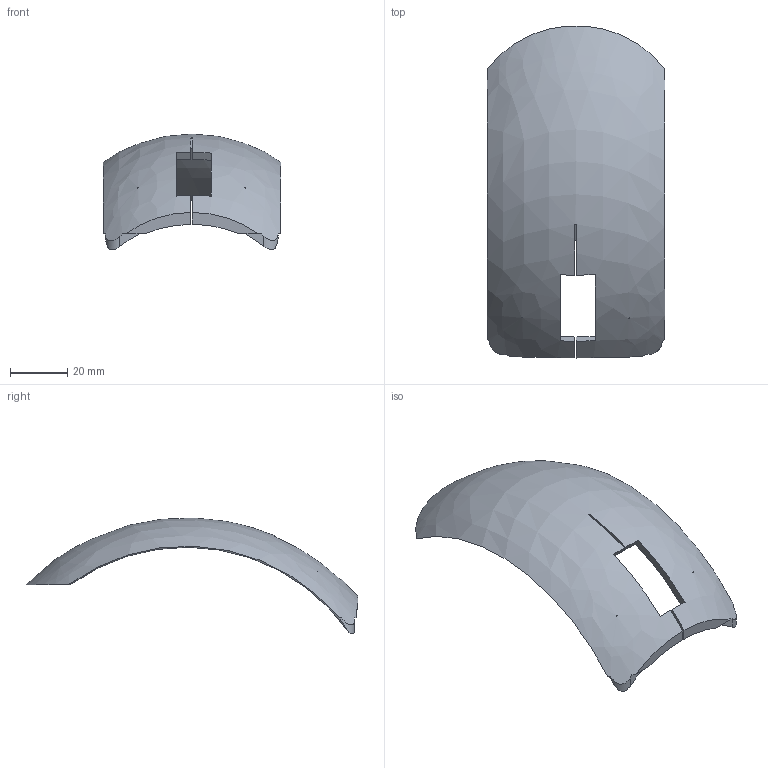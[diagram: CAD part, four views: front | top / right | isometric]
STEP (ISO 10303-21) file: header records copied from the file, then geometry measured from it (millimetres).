
FILE_DESCRIPTION(/* description */ ('STEP AP242','CAx-IF Rec.Pracs.---Representation and Presentation of Product Manufacturing Information (PMI)---4.0---2014-10-13','CAx-IF Rec.Pracs.---3D Tessellated Geometry---0.4---2014-09-14','2;1'),/* implementation_level */ '2;1');
FILE_NAME(/* name */ '686c0c35e5239039af416623',/* time_stamp */ '2025-07-07T18:04:41Z',/* author */ (''),/* organization */ (''),/* preprocessor_version */ 'ST-DEVELOPER v20',/* originating_system */ 'ONSHAPE BY PTC INC, 1.200',/* authorisation */ ' ');
FILE_SCHEMA (('AP242_MANAGED_MODEL_BASED_3D_ENGINEERING_MIM_LF { 1 0 10303 442 1 1 4 }'));
Length unit declared in the file: metre
Products named in the file (1): top
Bounding box: 62.09 x 116.08 x 40.53 mm (x, y, z)
Volume: 17853.6 mm3; surface area: 16179.6 mm2
Topology: 1 solids, 1 shells, 47 faces, 123 edges, 82 vertices
Faces by surface type: plane 41, bspline 4, cylinder 2
Entity records: 1607 total; most frequent: CARTESIAN_POINT 549, ORIENTED_EDGE 246, DIRECTION 161, EDGE_CURVE 123, VERTEX_POINT 82, B_SPLINE_CURVE_WITH_KNOTS 62, AXIS2_PLACEMENT_3D 56, EDGE_LOOP 51
